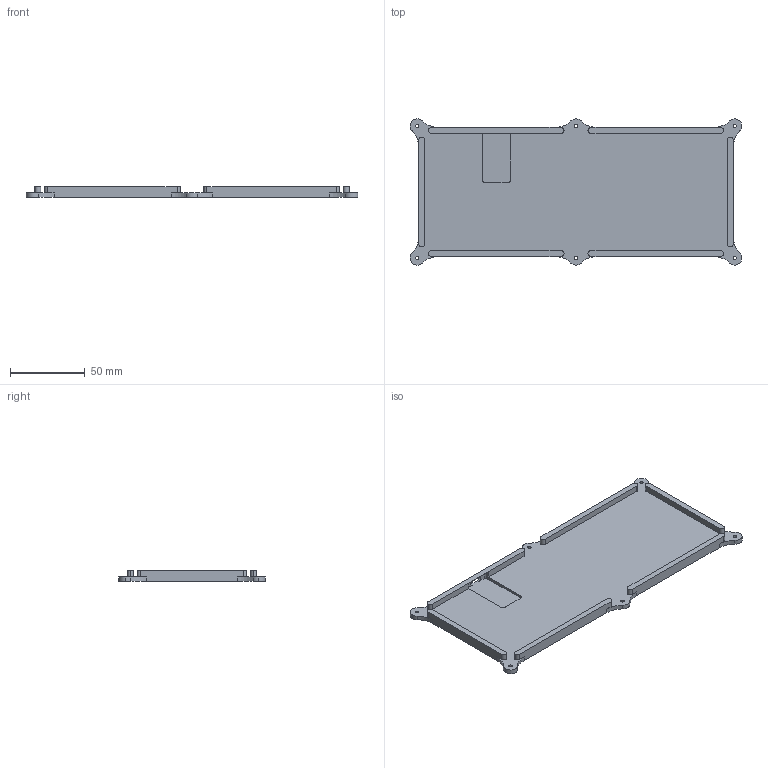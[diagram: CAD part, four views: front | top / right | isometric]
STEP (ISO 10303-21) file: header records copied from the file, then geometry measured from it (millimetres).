
FILE_DESCRIPTION(('HOOPS Exchange Step'),'2;1');
FILE_NAME('temp_export','2024-06-02T22:10:37+20:00',('jscotto'),('Shapr3D Limited'),'HOOPS Exchange 2024.2','Shapr3D','Authorized');
FILE_SCHEMA( ('AUTOMOTIVE_DESIGN { 1 0 10303 214 1 1 1 1 }') );
Length unit declared in the file: millimetre
Products named in the file (3): Scotto (Yellow) (1); Keebs (Blue) (1); Bottom (4mm Gasket - ScottoKeebs)
Assembly tree (2 placements, depth 2):
  Bottom (4mm Gasket - ScottoKeebs)
    Scotto (Yellow) (1)
    Keebs (Blue) (1)
Bounding box: 221.51 x 97.68 x 7.2 mm (x, y, z)
Volume: 62812.6 mm3; surface area: 48223.8 mm2
Topology: 12 solids, 12 shells, 388 faces, 1042 edges, 692 vertices
Faces by surface type: plane 199, bspline 134, cylinder 49, cone 6
Full cylindrical faces by diameter (mm): 2.2 x6
Entity records: 21359 total; most frequent: CARTESIAN_POINT 12351, ORIENTED_EDGE 2084, DIRECTION 1388, EDGE_CURVE 1042, VERTEX_POINT 692, VECTOR 670, LINE 670, EDGE_LOOP 424
